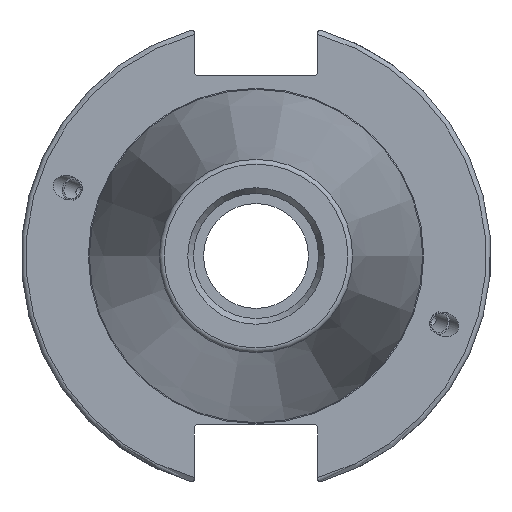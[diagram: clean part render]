
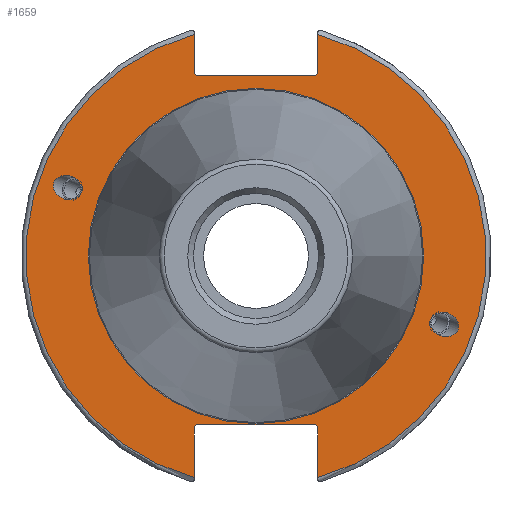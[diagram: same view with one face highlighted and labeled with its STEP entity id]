
A CAD part, left-side view. The second image highlights one B-rep face of the part: STEP entity #1659.
In plain terms, the highlighted planar face has unit normal (-1, 0, 0).
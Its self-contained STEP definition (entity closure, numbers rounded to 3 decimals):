
#51=FACE_BOUND('',#353,.T.);
#52=FACE_BOUND('',#354,.T.);
#53=FACE_BOUND('',#355,.T.);
#69=PLANE('',#1836);
#160=ELLIPSE('',#1796,3.052,2.5);
#161=ELLIPSE('',#1830,3.052,2.5);
#239=FACE_OUTER_BOUND('',#352,.T.);
#352=EDGE_LOOP('',(#1356,#1357,#1358,#1359,#1360,#1361,#1362,#1363,#1364,
#1365,#1366,#1367));
#353=EDGE_LOOP('',(#1368));
#354=EDGE_LOOP('',(#1369));
#355=EDGE_LOOP('',(#1370));
#450=LINE('',#3208,#544);
#451=LINE('',#3210,#545);
#452=LINE('',#3212,#546);
#453=LINE('',#3214,#547);
#454=LINE('',#3216,#548);
#455=LINE('',#3220,#549);
#456=LINE('',#3222,#550);
#457=LINE('',#3224,#551);
#458=LINE('',#3226,#552);
#459=LINE('',#3227,#553);
#544=VECTOR('',#2177,10.);
#545=VECTOR('',#2178,10.);
#546=VECTOR('',#2179,10.);
#547=VECTOR('',#2180,10.);
#548=VECTOR('',#2181,10.);
#549=VECTOR('',#2184,10.);
#550=VECTOR('',#2185,10.);
#551=VECTOR('',#2186,10.);
#552=VECTOR('',#2187,10.);
#553=VECTOR('',#2188,10.);
#646=CIRCLE('',#1834,35.125);
#648=CIRCLE('',#1837,48.213);
#649=CIRCLE('',#1838,48.213);
#749=VERTEX_POINT('',#2933);
#787=VERTEX_POINT('',#3192);
#790=VERTEX_POINT('',#3199);
#791=VERTEX_POINT('',#3204);
#792=VERTEX_POINT('',#3205);
#793=VERTEX_POINT('',#3207);
#794=VERTEX_POINT('',#3209);
#795=VERTEX_POINT('',#3211);
#796=VERTEX_POINT('',#3213);
#797=VERTEX_POINT('',#3215);
#798=VERTEX_POINT('',#3217);
#799=VERTEX_POINT('',#3219);
#800=VERTEX_POINT('',#3221);
#801=VERTEX_POINT('',#3223);
#802=VERTEX_POINT('',#3225);
#942=EDGE_CURVE('',#749,#749,#160,.T.);
#993=EDGE_CURVE('',#787,#787,#161,.T.);
#996=EDGE_CURVE('',#790,#790,#646,.T.);
#998=EDGE_CURVE('',#791,#792,#648,.T.);
#999=EDGE_CURVE('',#791,#793,#450,.T.);
#1000=EDGE_CURVE('',#794,#793,#451,.T.);
#1001=EDGE_CURVE('',#794,#795,#452,.T.);
#1002=EDGE_CURVE('',#796,#795,#453,.T.);
#1003=EDGE_CURVE('',#796,#797,#454,.T.);
#1004=EDGE_CURVE('',#798,#797,#649,.T.);
#1005=EDGE_CURVE('',#798,#799,#455,.T.);
#1006=EDGE_CURVE('',#800,#799,#456,.T.);
#1007=EDGE_CURVE('',#800,#801,#457,.T.);
#1008=EDGE_CURVE('',#802,#801,#458,.T.);
#1009=EDGE_CURVE('',#802,#792,#459,.T.);
#1356=ORIENTED_EDGE('',*,*,#998,.F.);
#1357=ORIENTED_EDGE('',*,*,#999,.T.);
#1358=ORIENTED_EDGE('',*,*,#1000,.F.);
#1359=ORIENTED_EDGE('',*,*,#1001,.T.);
#1360=ORIENTED_EDGE('',*,*,#1002,.F.);
#1361=ORIENTED_EDGE('',*,*,#1003,.T.);
#1362=ORIENTED_EDGE('',*,*,#1004,.F.);
#1363=ORIENTED_EDGE('',*,*,#1005,.T.);
#1364=ORIENTED_EDGE('',*,*,#1006,.F.);
#1365=ORIENTED_EDGE('',*,*,#1007,.T.);
#1366=ORIENTED_EDGE('',*,*,#1008,.F.);
#1367=ORIENTED_EDGE('',*,*,#1009,.T.);
#1368=ORIENTED_EDGE('',*,*,#942,.T.);
#1369=ORIENTED_EDGE('',*,*,#993,.T.);
#1370=ORIENTED_EDGE('',*,*,#996,.F.);
#1659=ADVANCED_FACE('',(#239,#51,#52,#53),#69,.T.);
#1796=AXIS2_PLACEMENT_3D('',#2935,#2077,#2078);
#1830=AXIS2_PLACEMENT_3D('',#3194,#2161,#2162);
#1834=AXIS2_PLACEMENT_3D('',#3201,#2169,#2170);
#1836=AXIS2_PLACEMENT_3D('',#3203,#2173,#2174);
#1837=AXIS2_PLACEMENT_3D('',#3206,#2175,#2176);
#1838=AXIS2_PLACEMENT_3D('',#3218,#2182,#2183);
#2077=DIRECTION('center_axis',(1.,0.,0.));
#2078=DIRECTION('ref_axis',(0.,-0.94,-0.342));
#2161=DIRECTION('center_axis',(1.,0.,0.));
#2162=DIRECTION('ref_axis',(0.,0.94,0.342));
#2169=DIRECTION('center_axis',(-1.,0.,0.));
#2170=DIRECTION('ref_axis',(0.,-1.,0.));
#2173=DIRECTION('center_axis',(-1.,0.,0.));
#2174=DIRECTION('ref_axis',(0.,0.,1.));
#2175=DIRECTION('center_axis',(1.,0.,0.));
#2176=DIRECTION('ref_axis',(0.,-1.,0.));
#2177=DIRECTION('',(0.,0.,-1.));
#2178=DIRECTION('',(0.,-0.707,0.707));
#2179=DIRECTION('',(0.,1.,0.));
#2180=DIRECTION('',(0.,-0.707,-0.707));
#2181=DIRECTION('',(0.,0.,1.));
#2182=DIRECTION('center_axis',(1.,0.,0.));
#2183=DIRECTION('ref_axis',(0.,1.,0.));
#2184=DIRECTION('',(0.,0.,1.));
#2185=DIRECTION('',(0.,0.707,-0.707));
#2186=DIRECTION('',(0.,-1.,0.));
#2187=DIRECTION('',(0.,0.707,0.707));
#2188=DIRECTION('',(0.,0.,-1.));
#2933=CARTESIAN_POINT('',(3.175,-36.599,-13.321));
#2935=CARTESIAN_POINT('Origin',(3.175,-39.467,-14.365));
#3192=CARTESIAN_POINT('',(3.175,36.599,13.321));
#3194=CARTESIAN_POINT('Origin',(3.175,39.467,14.365));
#3199=CARTESIAN_POINT('',(3.175,0.,35.125));
#3201=CARTESIAN_POINT('Origin',(3.175,0.,0.));
#3203=CARTESIAN_POINT('Origin',(3.175,49.213,0.));
#3204=CARTESIAN_POINT('',(3.175,-12.95,46.441));
#3205=CARTESIAN_POINT('',(3.175,-12.95,-46.441));
#3206=CARTESIAN_POINT('Origin',(3.175,0.,0.));
#3207=CARTESIAN_POINT('',(3.175,-12.95,38.219));
#3208=CARTESIAN_POINT('',(3.175,-12.95,18.86));
#3209=CARTESIAN_POINT('',(3.175,-12.45,37.719));
#3210=CARTESIAN_POINT('',(3.175,12.27,12.999));
#3211=CARTESIAN_POINT('',(3.175,12.45,37.719));
#3212=CARTESIAN_POINT('',(3.175,24.606,37.719));
#3213=CARTESIAN_POINT('',(3.175,12.95,38.219));
#3214=CARTESIAN_POINT('',(3.175,12.336,37.605));
#3215=CARTESIAN_POINT('',(3.175,12.95,46.441));
#3216=CARTESIAN_POINT('',(3.175,12.95,18.86));
#3217=CARTESIAN_POINT('',(3.175,12.95,-46.441));
#3218=CARTESIAN_POINT('Origin',(3.175,0.,0.));
#3219=CARTESIAN_POINT('',(3.175,12.95,-35.806));
#3220=CARTESIAN_POINT('',(3.175,12.95,-17.653));
#3221=CARTESIAN_POINT('',(3.175,12.45,-35.306));
#3222=CARTESIAN_POINT('',(3.175,12.939,-35.795));
#3223=CARTESIAN_POINT('',(3.175,-12.45,-35.306));
#3224=CARTESIAN_POINT('',(3.175,24.606,-35.306));
#3225=CARTESIAN_POINT('',(3.175,-12.95,-35.806));
#3226=CARTESIAN_POINT('',(3.175,11.667,-11.189));
#3227=CARTESIAN_POINT('',(3.175,-12.95,-17.653));
